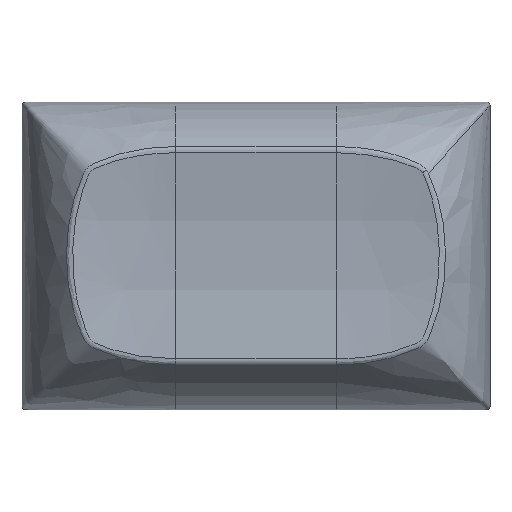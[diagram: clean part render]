
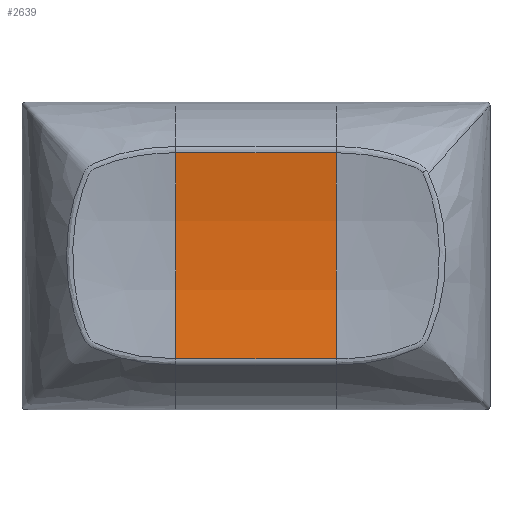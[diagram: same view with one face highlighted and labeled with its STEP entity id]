
A CAD part, top view. The second image highlights one B-rep face of the part: STEP entity #2639.
In plain terms, the highlighted cylindrical face has radius 38.75 mm (diameter 77.5 mm), a partial arc.
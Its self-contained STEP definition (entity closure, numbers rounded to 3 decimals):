
#1567 = VERTEX_POINT('',#1568);
#1568 = CARTESIAN_POINT('',(-4.75,-6.145,15.779));
#1569 = VERTEX_POINT('',#1570);
#1570 = CARTESIAN_POINT('',(-4.75,6.054,15.779));
#1792 = EDGE_CURVE('',#1569,#1793,#1795,.T.);
#1793 = VERTEX_POINT('',#1794);
#1794 = CARTESIAN_POINT('',(4.75,6.054,15.779));
#1795 = LINE('',#1796,#1797);
#1796 = CARTESIAN_POINT('',(-4.75,6.054,15.779));
#1797 = VECTOR('',#1798,1.);
#1798 = DIRECTION('',(1.,0.,0.));
#1819 = VERTEX_POINT('',#1820);
#1820 = CARTESIAN_POINT('',(4.75,-6.145,15.779));
#2229 = EDGE_CURVE('',#1567,#1819,#2230,.T.);
#2230 = LINE('',#2231,#2232);
#2231 = CARTESIAN_POINT('',(-4.75,-6.145,15.779));
#2232 = VECTOR('',#2233,1.);
#2233 = DIRECTION('',(1.,0.,0.));
#2628 = EDGE_CURVE('',#1569,#1567,#2629,.T.);
#2629 = CIRCLE('',#2630,38.75);
#2630 = AXIS2_PLACEMENT_3D('',#2631,#2632,#2633);
#2631 = CARTESIAN_POINT('',(-4.75,-0.046,54.046));
#2632 = DIRECTION('',(-1.,0.,0.));
#2633 = DIRECTION('',(0.,-1.,0.));
#2639 = ADVANCED_FACE('',(#2640),#2652,.F.);
#2640 = FACE_BOUND('',#2641,.F.);
#2641 = EDGE_LOOP('',(#2642,#2643,#2650,#2651));
#2642 = ORIENTED_EDGE('',*,*,#1792,.T.);
#2643 = ORIENTED_EDGE('',*,*,#2644,.T.);
#2644 = EDGE_CURVE('',#1793,#1819,#2645,.T.);
#2645 = CIRCLE('',#2646,38.75);
#2646 = AXIS2_PLACEMENT_3D('',#2647,#2648,#2649);
#2647 = CARTESIAN_POINT('',(4.75,-0.046,54.046));
#2648 = DIRECTION('',(-1.,0.,0.));
#2649 = DIRECTION('',(0.,-1.,0.));
#2650 = ORIENTED_EDGE('',*,*,#2229,.F.);
#2651 = ORIENTED_EDGE('',*,*,#2628,.F.);
#2652 = CYLINDRICAL_SURFACE('',#2653,38.75);
#2653 = AXIS2_PLACEMENT_3D('',#2654,#2655,#2656);
#2654 = CARTESIAN_POINT('',(-4.75,-0.046,54.046));
#2655 = DIRECTION('',(1.,0.,0.));
#2656 = DIRECTION('',(0.,-1.,0.));
